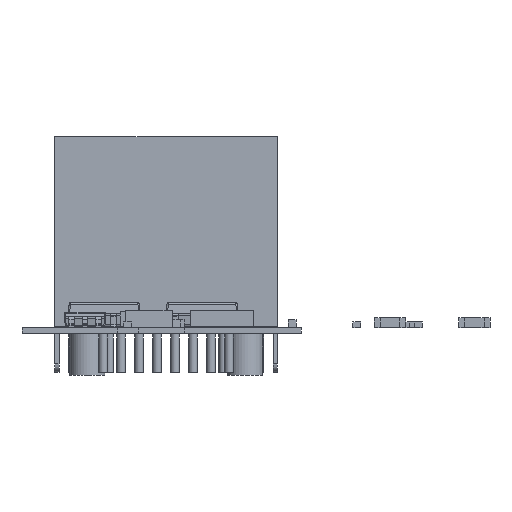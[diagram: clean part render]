
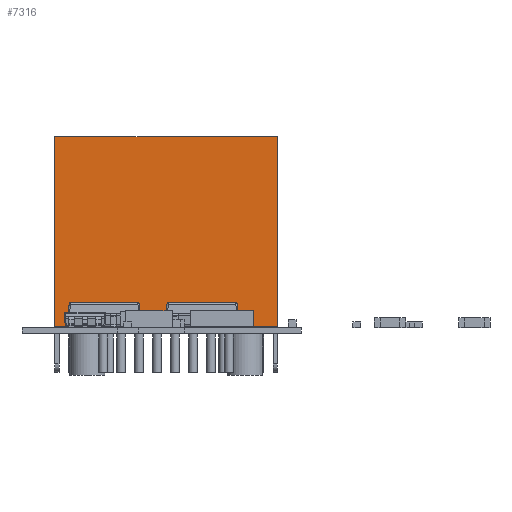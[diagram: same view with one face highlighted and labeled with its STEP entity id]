
A CAD part, front view. The second image highlights one B-rep face of the part: STEP entity #7316.
In plain terms, the highlighted face is planar.
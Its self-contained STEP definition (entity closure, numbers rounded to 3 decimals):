
#5739 = VERTEX_POINT('',#5740);
#5740 = CARTESIAN_POINT('',(-3.736,2.446,21.16));
#5746 = EDGE_CURVE('',#5747,#5739,#5749,.T.);
#5747 = VERTEX_POINT('',#5748);
#5748 = CARTESIAN_POINT('',(-3.736,15.846,21.16));
#5749 = LINE('',#5750,#5751);
#5750 = CARTESIAN_POINT('',(-3.736,2.446,21.16));
#5751 = VECTOR('',#5752,1.);
#5752 = DIRECTION('',(0.,-1.,0.));
#7190 = EDGE_CURVE('',#7191,#5747,#7193,.T.);
#7191 = VERTEX_POINT('',#7192);
#7192 = CARTESIAN_POINT('',(11.964,15.846,21.16));
#7193 = LINE('',#7194,#7195);
#7194 = CARTESIAN_POINT('',(-3.736,15.846,21.16));
#7195 = VECTOR('',#7196,1.);
#7196 = DIRECTION('',(-1.,0.,0.));
#7229 = EDGE_CURVE('',#7230,#7191,#7232,.T.);
#7230 = VERTEX_POINT('',#7231);
#7231 = CARTESIAN_POINT('',(11.964,2.446,21.16));
#7232 = LINE('',#7233,#7234);
#7233 = CARTESIAN_POINT('',(11.964,15.846,21.16));
#7234 = VECTOR('',#7235,1.);
#7235 = DIRECTION('',(0.,1.,0.));
#7256 = EDGE_CURVE('',#5739,#7230,#7257,.T.);
#7257 = LINE('',#7258,#7259);
#7258 = CARTESIAN_POINT('',(11.964,2.446,21.16));
#7259 = VECTOR('',#7260,1.);
#7260 = DIRECTION('',(1.,0.,0.));
#7316 = ADVANCED_FACE('',(#7317),#7323,.T.);
#7317 = FACE_BOUND('',#7318,.T.);
#7318 = EDGE_LOOP('',(#7319,#7320,#7321,#7322));
#7319 = ORIENTED_EDGE('',*,*,#7256,.T.);
#7320 = ORIENTED_EDGE('',*,*,#7229,.T.);
#7321 = ORIENTED_EDGE('',*,*,#7190,.T.);
#7322 = ORIENTED_EDGE('',*,*,#5746,.T.);
#7323 = PLANE('',#7324);
#7324 = AXIS2_PLACEMENT_3D('',#7325,#7326,#7327);
#7325 = CARTESIAN_POINT('',(4.114,9.146,21.16));
#7326 = DIRECTION('',(0.,0.,1.));
#7327 = DIRECTION('',(1.,0.,0.));
